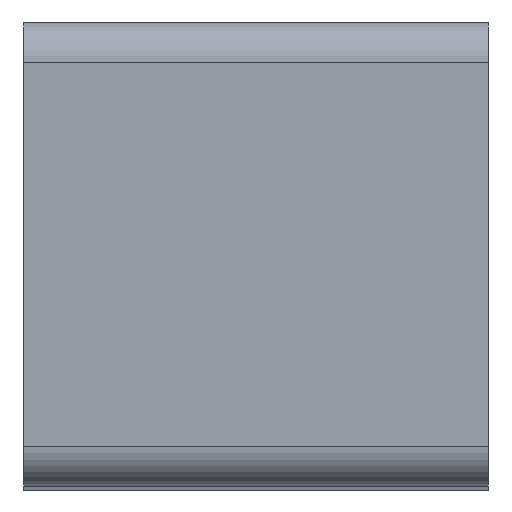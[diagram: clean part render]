
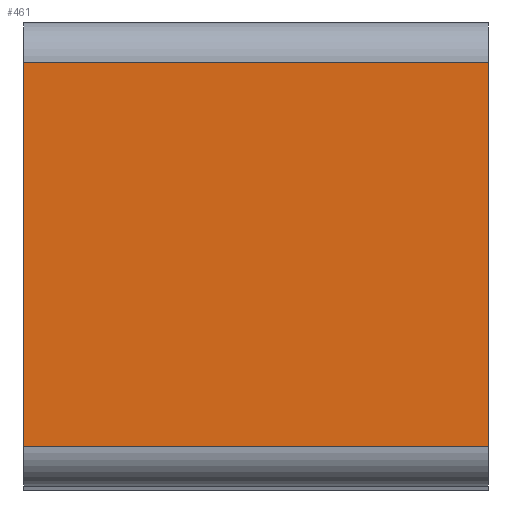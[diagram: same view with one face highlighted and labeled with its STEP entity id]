
A CAD part, top view. The second image highlights one B-rep face of the part: STEP entity #461.
In plain terms, the highlighted planar face has unit normal (0, 0, 1).
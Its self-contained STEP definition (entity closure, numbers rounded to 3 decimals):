
#148=CARTESIAN_POINT('',(-20.0,-16.5,80.0));
#149=VERTEX_POINT('',#148);
#157=CARTESIAN_POINT('',(-20.0,16.5,80.0));
#158=VERTEX_POINT('',#157);
#159=CARTESIAN_POINT('',(-20.0,-16.5,80.0));
#160=DIRECTION('',(0.0,1.0,0.0));
#161=VECTOR('',#160,33.0);
#162=LINE('',#159,#161);
#163=EDGE_CURVE('',#149,#158,#162,.T.);
#316=CARTESIAN_POINT('',(20.0,16.5,80.0));
#317=VERTEX_POINT('',#316);
#325=CARTESIAN_POINT('',(20.0,-16.5,80.0));
#326=VERTEX_POINT('',#325);
#327=CARTESIAN_POINT('',(20.0,16.5,80.0));
#328=DIRECTION('',(0.0,-1.0,0.0));
#329=VECTOR('',#328,33.0);
#330=LINE('',#327,#329);
#331=EDGE_CURVE('',#317,#326,#330,.T.);
#436=CARTESIAN_POINT('',(20.0,-16.5,80.0));
#437=DIRECTION('',(-1.0,0.0,0.0));
#438=VECTOR('',#437,40.0);
#439=LINE('',#436,#438);
#440=EDGE_CURVE('',#326,#149,#439,.T.);
#445=CARTESIAN_POINT('',(0.0,0.,80.0));
#446=DIRECTION('',(0.0,0.0,1.0));
#447=DIRECTION('',(1.0,0.0,0.0));
#448=AXIS2_PLACEMENT_3D('',#445,#446,#447);
#449=PLANE('',#448);
#450=ORIENTED_EDGE('',*,*,#440,.F.);
#451=ORIENTED_EDGE('',*,*,#331,.F.);
#452=CARTESIAN_POINT('',(-20.0,16.5,80.0));
#453=DIRECTION('',(1.0,0.0,0.0));
#454=VECTOR('',#453,40.0);
#455=LINE('',#452,#454);
#456=EDGE_CURVE('',#158,#317,#455,.T.);
#457=ORIENTED_EDGE('',*,*,#456,.F.);
#458=ORIENTED_EDGE('',*,*,#163,.F.);
#459=EDGE_LOOP('',(#450,#451,#457,#458));
#460=FACE_OUTER_BOUND('',#459,.T.);
#461=ADVANCED_FACE('',(#460),#449,.T.);
